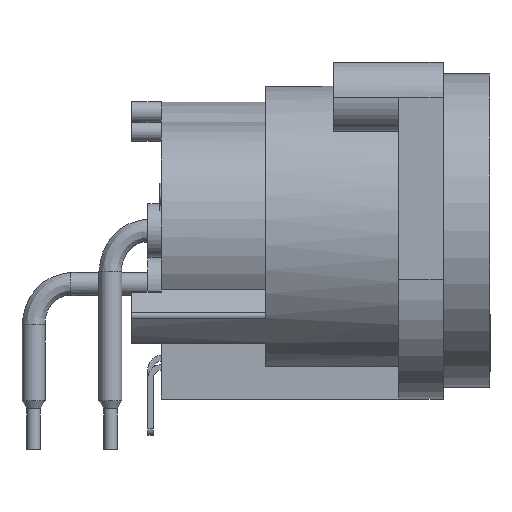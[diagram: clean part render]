
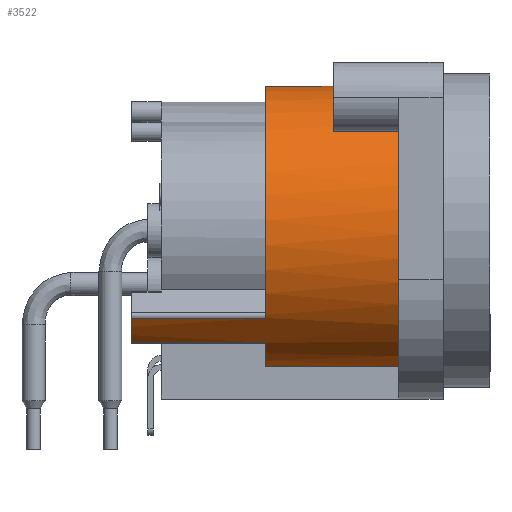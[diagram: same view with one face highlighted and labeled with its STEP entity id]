
A CAD part, left-side view. The second image highlights one B-rep face of the part: STEP entity #3522.
In plain terms, the highlighted cylindrical face has radius 10.625 mm (diameter 21.25 mm), a partial arc.
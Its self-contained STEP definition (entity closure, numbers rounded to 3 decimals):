
#1339 = VERTEX_POINT('',#1340);
#1340 = CARTESIAN_POINT('',(-15.975,-6.475,-9.978));
#1346 = EDGE_CURVE('',#1347,#1339,#1349,.T.);
#1347 = VERTEX_POINT('',#1348);
#1348 = CARTESIAN_POINT('',(-1.752,-6.475,1.05));
#1349 = CIRCLE('',#1350,10.625);
#1350 = AXIS2_PLACEMENT_3D('',#1351,#1352,#1353);
#1351 = CARTESIAN_POINT('',(-12.325,-6.475,0.));
#1352 = DIRECTION('',(0.,-1.,0.));
#1353 = DIRECTION('',(1.,0.,0.));
#1471 = VERTEX_POINT('',#1472);
#1472 = CARTESIAN_POINT('',(-15.975,3.325,-9.978));
#1478 = EDGE_CURVE('',#1339,#1471,#1479,.T.);
#1479 = LINE('',#1480,#1481);
#1480 = CARTESIAN_POINT('',(-15.975,-5.275,-9.978));
#1481 = VECTOR('',#1482,1.);
#1482 = DIRECTION('',(0.,1.,0.));
#3489 = VERTEX_POINT('',#3490);
#3490 = CARTESIAN_POINT('',(-1.752,3.325,1.05));
#3512 = EDGE_CURVE('',#1347,#3489,#3513,.T.);
#3513 = LINE('',#3514,#3515);
#3514 = CARTESIAN_POINT('',(-1.752,-6.475,1.05));
#3515 = VECTOR('',#3516,1.);
#3516 = DIRECTION('',(0.,1.,0.));
#3522 = ADVANCED_FACE('',(#3523),#3587,.T.);
#3523 = FACE_BOUND('',#3524,.T.);
#3524 = EDGE_LOOP('',(#3525,#3536,#3544,#3553,#3560,#3561,#3562,#3563,
    #3572,#3581));
#3525 = ORIENTED_EDGE('',*,*,#3526,.T.);
#3526 = EDGE_CURVE('',#3527,#3529,#3531,.T.);
#3527 = VERTEX_POINT('',#3528);
#3528 = CARTESIAN_POINT('',(-20.788,13.175,-6.424));
#3529 = VERTEX_POINT('',#3530);
#3530 = CARTESIAN_POINT('',(-19.036,13.175,-8.237));
#3531 = CIRCLE('',#3532,10.625);
#3532 = AXIS2_PLACEMENT_3D('',#3533,#3534,#3535);
#3533 = CARTESIAN_POINT('',(-12.325,13.175,0.));
#3534 = DIRECTION('',(0.,-1.,0.));
#3535 = DIRECTION('',(1.,0.,0.));
#3536 = ORIENTED_EDGE('',*,*,#3537,.F.);
#3537 = EDGE_CURVE('',#3538,#3529,#3540,.T.);
#3538 = VERTEX_POINT('',#3539);
#3539 = CARTESIAN_POINT('',(-19.036,3.325,-8.237));
#3540 = LINE('',#3541,#3542);
#3541 = CARTESIAN_POINT('',(-19.036,3.325,-8.237));
#3542 = VECTOR('',#3543,1.);
#3543 = DIRECTION('',(0.,1.,0.));
#3544 = ORIENTED_EDGE('',*,*,#3545,.F.);
#3545 = EDGE_CURVE('',#3546,#3538,#3548,.T.);
#3546 = VERTEX_POINT('',#3547);
#3547 = CARTESIAN_POINT('',(-18.827,3.325,-8.403));
#3548 = CIRCLE('',#3549,10.625);
#3549 = AXIS2_PLACEMENT_3D('',#3550,#3551,#3552);
#3550 = CARTESIAN_POINT('',(-12.325,3.325,0.));
#3551 = DIRECTION('',(0.,1.,0.));
#3552 = DIRECTION('',(0.,0.,-1.));
#3553 = ORIENTED_EDGE('',*,*,#3554,.T.);
#3554 = EDGE_CURVE('',#3546,#1471,#3555,.T.);
#3555 = CIRCLE('',#3556,10.625);
#3556 = AXIS2_PLACEMENT_3D('',#3557,#3558,#3559);
#3557 = CARTESIAN_POINT('',(-12.325,3.325,0.));
#3558 = DIRECTION('',(0.,-1.,0.));
#3559 = DIRECTION('',(1.,0.,0.));
#3560 = ORIENTED_EDGE('',*,*,#1478,.F.);
#3561 = ORIENTED_EDGE('',*,*,#1346,.F.);
#3562 = ORIENTED_EDGE('',*,*,#3512,.T.);
#3563 = ORIENTED_EDGE('',*,*,#3564,.T.);
#3564 = EDGE_CURVE('',#3489,#3565,#3567,.T.);
#3565 = VERTEX_POINT('',#3566);
#3566 = CARTESIAN_POINT('',(-20.947,3.325,-6.21));
#3567 = CIRCLE('',#3568,10.625);
#3568 = AXIS2_PLACEMENT_3D('',#3569,#3570,#3571);
#3569 = CARTESIAN_POINT('',(-12.325,3.325,0.));
#3570 = DIRECTION('',(0.,-1.,0.));
#3571 = DIRECTION('',(1.,0.,0.));
#3572 = ORIENTED_EDGE('',*,*,#3573,.T.);
#3573 = EDGE_CURVE('',#3565,#3574,#3576,.T.);
#3574 = VERTEX_POINT('',#3575);
#3575 = CARTESIAN_POINT('',(-20.788,3.325,-6.424));
#3576 = CIRCLE('',#3577,10.625);
#3577 = AXIS2_PLACEMENT_3D('',#3578,#3579,#3580);
#3578 = CARTESIAN_POINT('',(-12.325,3.325,0.));
#3579 = DIRECTION('',(0.,-1.,0.));
#3580 = DIRECTION('',(0.,0.,-1.));
#3581 = ORIENTED_EDGE('',*,*,#3582,.T.);
#3582 = EDGE_CURVE('',#3574,#3527,#3583,.T.);
#3583 = LINE('',#3584,#3585);
#3584 = CARTESIAN_POINT('',(-20.788,3.325,-6.424));
#3585 = VECTOR('',#3586,1.);
#3586 = DIRECTION('',(0.,1.,0.));
#3587 = CYLINDRICAL_SURFACE('',#3588,10.625);
#3588 = AXIS2_PLACEMENT_3D('',#3589,#3590,#3591);
#3589 = CARTESIAN_POINT('',(-12.325,-5.275,0.));
#3590 = DIRECTION('',(0.,-1.,0.));
#3591 = DIRECTION('',(1.,0.,0.));
